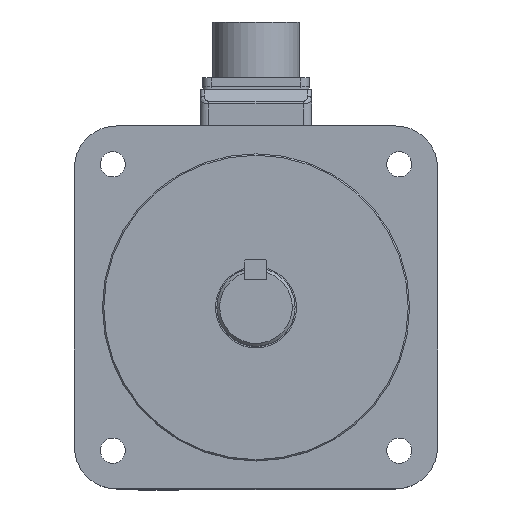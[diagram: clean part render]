
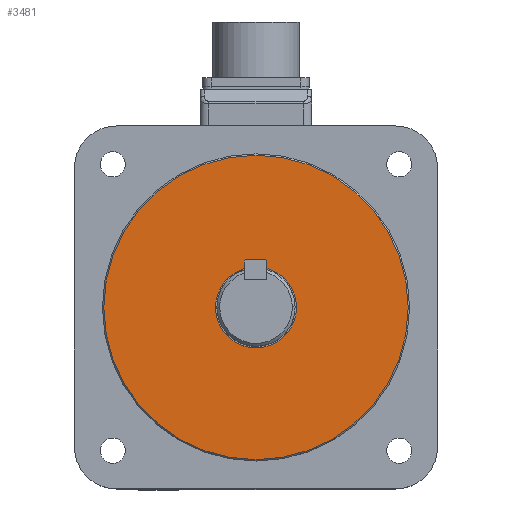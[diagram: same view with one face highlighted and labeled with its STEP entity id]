
A CAD part, top view. The second image highlights one B-rep face of the part: STEP entity #3481.
In plain terms, the highlighted planar face has unit normal (0, 0, 1).
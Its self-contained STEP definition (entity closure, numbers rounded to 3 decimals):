
#906 = ORIENTED_EDGE ( 'NONE', *, *, #11363, .T. ) ;
#1365 = DIRECTION ( 'NONE',  ( 0., 0., 1. ) ) ;
#2271 = VERTEX_POINT ( 'NONE', #3213 ) ;
#3213 = CARTESIAN_POINT ( 'NONE',  ( -54.5, 0., 21. ) ) ;
#3481 = ADVANCED_FACE ( 'NONE', ( #25597 ), #23365, .T. ) ;
#4377 = CIRCLE ( 'NONE', #48164, 54.5 ) ;
#5933 = EDGE_LOOP ( 'NONE', ( #906, #47931 ) ) ;
#6497 = DIRECTION ( 'NONE',  ( 0., 0., 1. ) ) ;
#8417 = CARTESIAN_POINT ( 'NONE',  ( 54.5, 0., 21. ) ) ;
#11363 = EDGE_CURVE ( 'NONE', #2271, #21733, #4377, .T. ) ;
#16472 = DIRECTION ( 'NONE',  ( 0., 0., 1. ) ) ;
#20654 = AXIS2_PLACEMENT_3D ( 'NONE', #29030, #6497, #32774 ) ;
#21733 = VERTEX_POINT ( 'NONE', #8417 ) ;
#21748 = CIRCLE ( 'NONE', #20654, 54.5 ) ;
#23365 = PLANE ( 'NONE',  #46581 ) ;
#23890 = CARTESIAN_POINT ( 'NONE',  ( 0., 0., 21. ) ) ;
#25597 = FACE_OUTER_BOUND ( 'NONE', #5933, .T. ) ;
#27685 = DIRECTION ( 'NONE',  ( 1., 0., 0. ) ) ;
#29030 = CARTESIAN_POINT ( 'NONE',  ( 0., 0., 21. ) ) ;
#30150 = EDGE_CURVE ( 'NONE', #21733, #2271, #21748, .T. ) ;
#32774 = DIRECTION ( 'NONE',  ( 1., 0., 0. ) ) ;
#38939 = CARTESIAN_POINT ( 'NONE',  ( 0., 0., 21. ) ) ;
#42679 = DIRECTION ( 'NONE',  ( 1., 0., 0. ) ) ;
#46581 = AXIS2_PLACEMENT_3D ( 'NONE', #38939, #16472, #42679 ) ;
#47931 = ORIENTED_EDGE ( 'NONE', *, *, #30150, .T. ) ;
#48164 = AXIS2_PLACEMENT_3D ( 'NONE', #23890, #1365, #27685 ) ;
